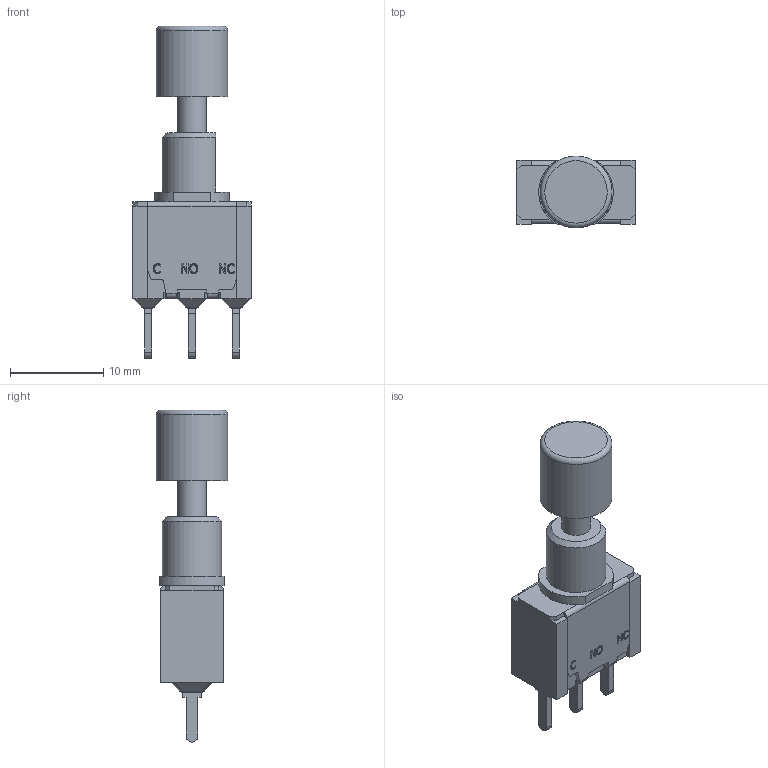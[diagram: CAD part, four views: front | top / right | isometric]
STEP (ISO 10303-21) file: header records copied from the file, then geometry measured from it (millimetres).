
FILE_DESCRIPTION(/* description */ (''),/* implementation_level */ '2;1');
FILE_NAME(/* name */ '700SP7B11M1xEC1xxx.stp',/* time_stamp */ '2026-01-23T23:57:26-06:00',/* author */ ('jmeyers'),/* organization */ (''),/* preprocessor_version */ 'ST-DEVELOPER v18.1',/* originating_system */ 'Autodesk Inventor 2022',/* authorisation */ '');
FILE_SCHEMA (('AUTOMOTIVE_DESIGN { 1 0 10303 214 3 1 1 }'));
Length unit declared in the file: inch
Products named in the file (1): Part22
Bounding box: 12.7 x 7.7 x 35.59 mm (x, y, z)
Volume: 1422.9 mm3; surface area: 1589.2 mm2
Topology: 2 solids, 5 shells, 370 faces, 970 edges, 609 vertices
Faces by surface type: plane 214, cylinder 82, bspline 54, sphere 12, torus 7, cone 1
Full cylindrical faces by diameter (mm): 3.1 x2, 7.7 x1
Entity records: 11641 total; most frequent: CARTESIAN_POINT 2836, ORIENTED_EDGE 1916, DIRECTION 1647, EDGE_CURVE 958, LINE 651, VECTOR 651, VERTEX_POINT 609, AXIS2_PLACEMENT_3D 498
